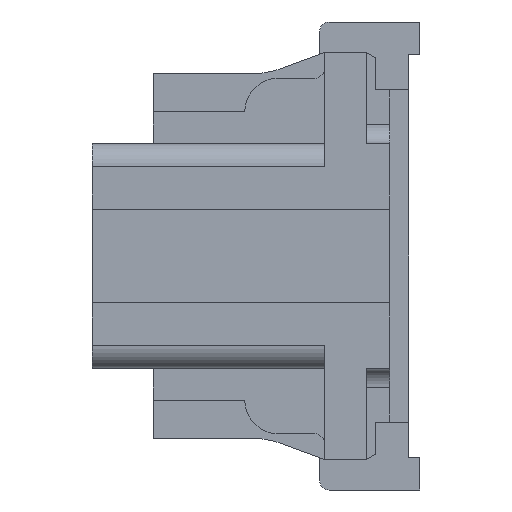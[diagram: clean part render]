
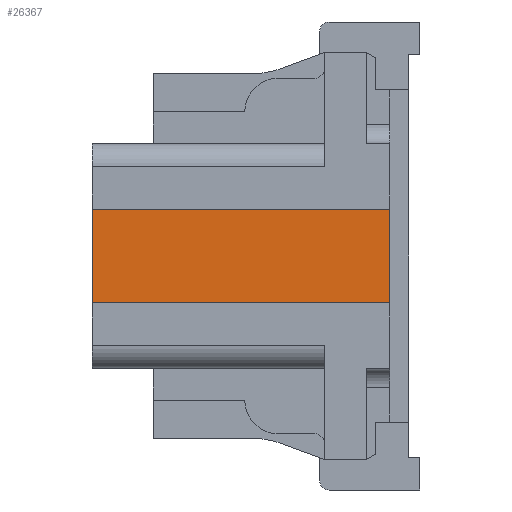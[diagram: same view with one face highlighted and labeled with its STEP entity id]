
A CAD part, left-side view. The second image highlights one B-rep face of the part: STEP entity #26367.
In plain terms, the highlighted planar face has unit normal (-1, 0, 0).
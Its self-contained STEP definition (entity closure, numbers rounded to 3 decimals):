
#6534=ORIENTED_EDGE('',*,*,#11762,.F.);
#6535=ORIENTED_EDGE('',*,*,#11712,.F.);
#6536=ORIENTED_EDGE('',*,*,#11763,.T.);
#6537=ORIENTED_EDGE('',*,*,#10280,.F.);
#10280=EDGE_CURVE('',#13591,#13592,#16664,.T.);
#11712=EDGE_CURVE('',#14553,#14554,#18004,.T.);
#11762=EDGE_CURVE('',#14554,#13591,#18044,.T.);
#11763=EDGE_CURVE('',#14553,#13592,#18045,.T.);
#13591=VERTEX_POINT('',#39070);
#13592=VERTEX_POINT('',#39072);
#14553=VERTEX_POINT('',#41707);
#14554=VERTEX_POINT('',#41709);
#16664=LINE('',#39071,#20342);
#18004=LINE('',#41708,#21682);
#18044=LINE('',#41798,#21722);
#18045=LINE('',#41800,#21723);
#20342=VECTOR('',#31622,1000.);
#21682=VECTOR('',#33632,1000.);
#21722=VECTOR('',#33720,1000.);
#21723=VECTOR('',#33723,1000.);
#22804=EDGE_LOOP('',(#6534,#6535,#6536,#6537));
#24027=FACE_BOUND('',#22804,.T.);
#25166=PLANE('',#27818);
#26367=ADVANCED_FACE('',(#24027),#25166,.F.);
#27818=AXIS2_PLACEMENT_3D('',#41801,#33724,#33725);
#31622=DIRECTION('',(0.,0.,-1.));
#33632=DIRECTION('',(0.,0.,1.));
#33720=DIRECTION('',(0.,-1.,0.));
#33723=DIRECTION('',(0.,-1.,0.));
#33724=DIRECTION('',(1.,0.,0.));
#33725=DIRECTION('',(0.,0.,-1.));
#39070=CARTESIAN_POINT('',(-5.46,0.2,0.5));
#39071=CARTESIAN_POINT('',(-5.46,0.2,-0.5));
#39072=CARTESIAN_POINT('',(-5.46,0.2,-0.5));
#41707=CARTESIAN_POINT('',(-5.46,3.38,-0.5));
#41708=CARTESIAN_POINT('',(-5.46,3.38,-0.5));
#41709=CARTESIAN_POINT('',(-5.46,3.38,0.5));
#41798=CARTESIAN_POINT('',(-5.46,2.73,0.5));
#41800=CARTESIAN_POINT('',(-5.46,2.73,-0.5));
#41801=CARTESIAN_POINT('',(-5.46,2.73,-0.5));
